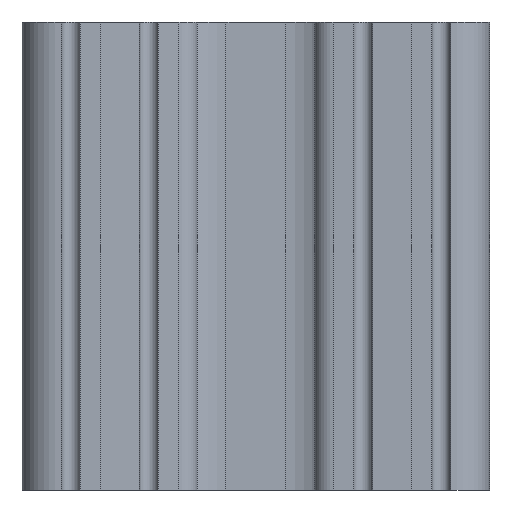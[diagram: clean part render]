
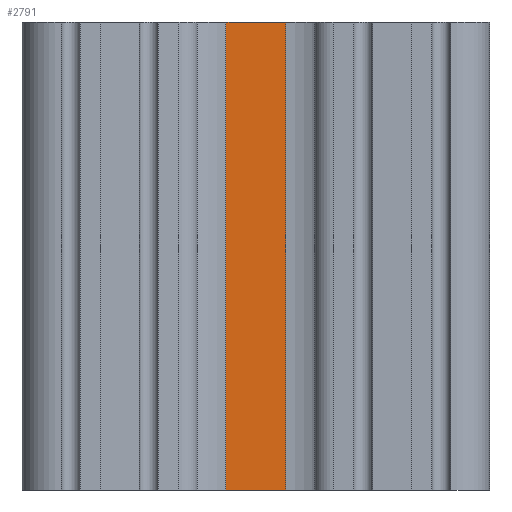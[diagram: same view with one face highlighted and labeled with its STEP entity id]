
A CAD part, left-side view. The second image highlights one B-rep face of the part: STEP entity #2791.
In plain terms, the highlighted planar face has unit normal (-1, 0, 0).
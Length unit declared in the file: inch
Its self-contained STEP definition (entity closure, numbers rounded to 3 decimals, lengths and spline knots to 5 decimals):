
#2733=CARTESIAN_POINT('',(0.34398,3.98035,-1.0));
#2734=VERTEX_POINT('',#2733);
#2742=CARTESIAN_POINT('',(0.34398,3.98035,0.0));
#2743=VERTEX_POINT('',#2742);
#2744=CARTESIAN_POINT('',(0.34398,3.98035,0.0));
#2745=DIRECTION('',(0.0,0.0,-1.0));
#2746=VECTOR('',#2745,1.0);
#2747=LINE('',#2744,#2746);
#2748=EDGE_CURVE('',#2743,#2734,#2747,.T.);
#2761=CARTESIAN_POINT('',(0.34398,3.98035,0.0));
#2762=DIRECTION('',(-1.0,0.0,0.0));
#2763=DIRECTION('',(0.0,0.0,1.0));
#2764=AXIS2_PLACEMENT_3D('',#2761,#2762,#2763);
#2765=PLANE('',#2764);
#2766=CARTESIAN_POINT('',(0.34398,3.85261,-1.0));
#2767=VERTEX_POINT('',#2766);
#2768=CARTESIAN_POINT('',(0.34398,3.98035,-1.0));
#2769=DIRECTION('',(0.0,-1.0,0.0));
#2770=VECTOR('',#2769,0.12774);
#2771=LINE('',#2768,#2770);
#2772=EDGE_CURVE('',#2734,#2767,#2771,.T.);
#2773=ORIENTED_EDGE('',*,*,#2772,.T.);
#2774=CARTESIAN_POINT('',(0.34398,3.85261,0.0));
#2775=VERTEX_POINT('',#2774);
#2776=CARTESIAN_POINT('',(0.34398,3.85261,0.0));
#2777=DIRECTION('',(0.0,0.0,-1.0));
#2778=VECTOR('',#2777,1.0);
#2779=LINE('',#2776,#2778);
#2780=EDGE_CURVE('',#2775,#2767,#2779,.T.);
#2781=ORIENTED_EDGE('',*,*,#2780,.F.);
#2782=CARTESIAN_POINT('',(0.34398,3.98035,0.0));
#2783=DIRECTION('',(0.0,-1.0,0.0));
#2784=VECTOR('',#2783,0.12774);
#2785=LINE('',#2782,#2784);
#2786=EDGE_CURVE('',#2743,#2775,#2785,.T.);
#2787=ORIENTED_EDGE('',*,*,#2786,.F.);
#2788=ORIENTED_EDGE('',*,*,#2748,.T.);
#2789=EDGE_LOOP('',(#2773,#2781,#2787,#2788));
#2790=FACE_OUTER_BOUND('',#2789,.T.);
#2791=ADVANCED_FACE('',(#2790),#2765,.T.);
